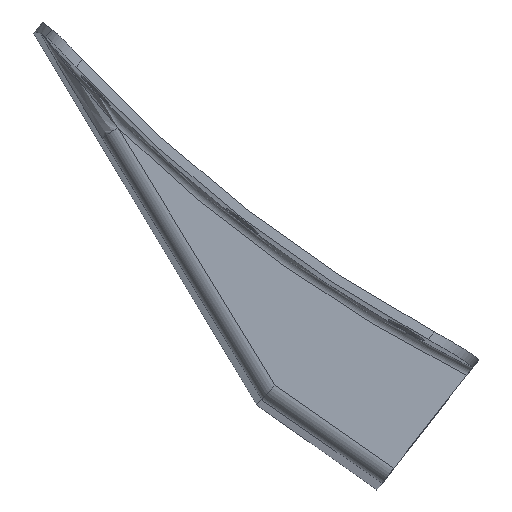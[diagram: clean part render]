
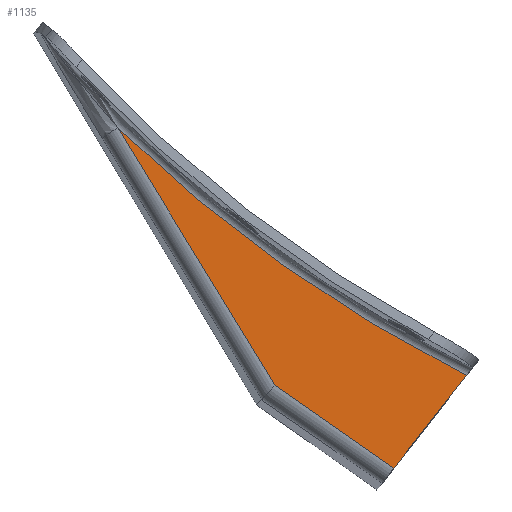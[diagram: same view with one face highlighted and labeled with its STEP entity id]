
A CAD part, top view. The second image highlights one B-rep face of the part: STEP entity #1135.
In plain terms, the highlighted planar face has unit normal (-0.06, 0.047, 0.997).
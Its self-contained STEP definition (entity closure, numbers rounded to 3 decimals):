
#138=CIRCLE('',#1246,293.481);
#190=FACE_OUTER_BOUND('',#254,.T.);
#254=EDGE_LOOP('',(#907,#908,#909,#910));
#340=LINE('',#2549,#402);
#341=LINE('',#2551,#403);
#342=LINE('',#2552,#404);
#402=VECTOR('',#1450,62.598);
#403=VECTOR('',#1451,29.968);
#404=VECTOR('',#1452,24.3);
#492=VERTEX_POINT('',#2545);
#493=VERTEX_POINT('',#2546);
#494=VERTEX_POINT('',#2548);
#495=VERTEX_POINT('',#2550);
#640=EDGE_CURVE('',#492,#493,#138,.F.);
#641=EDGE_CURVE('',#493,#494,#340,.T.);
#642=EDGE_CURVE('',#494,#495,#341,.T.);
#643=EDGE_CURVE('',#492,#495,#342,.T.);
#907=ORIENTED_EDGE('',*,*,#640,.T.);
#908=ORIENTED_EDGE('',*,*,#641,.T.);
#909=ORIENTED_EDGE('',*,*,#642,.T.);
#910=ORIENTED_EDGE('',*,*,#643,.F.);
#1095=PLANE('',#1245);
#1135=ADVANCED_FACE('',(#190),#1095,.T.);
#1245=AXIS2_PLACEMENT_3D('',#2544,#1446,#1447);
#1246=AXIS2_PLACEMENT_3D('',#2547,#1448,#1449);
#1446=DIRECTION('center_axis',(-0.06,0.047,0.997));
#1447=DIRECTION('ref_axis',(0.998,0.,0.06));
#1448=DIRECTION('center_axis',(-0.06,0.047,0.997));
#1449=DIRECTION('ref_axis',(0.998,0.,0.06));
#1450=DIRECTION('',(0.52,-0.851,0.071));
#1451=DIRECTION('',(0.819,-0.569,0.076));
#1452=DIRECTION('',(-0.616,-0.788,0.));
#2544=CARTESIAN_POINT('Origin',(294.776,286.27,19.788));
#2545=CARTESIAN_POINT('',(-133.036,-261.304,19.788));
#2546=CARTESIAN_POINT('',(-205.072,-210.108,13.051));
#2547=CARTESIAN_POINT('Origin',(-0.927,0.725,15.421));
#2548=CARTESIAN_POINT('',(-172.535,-263.399,17.511));
#2549=CARTESIAN_POINT('',(-205.072,-210.108,13.051));
#2550=CARTESIAN_POINT('',(-147.997,-280.453,19.788));
#2551=CARTESIAN_POINT('',(-172.535,-263.399,17.511));
#2552=CARTESIAN_POINT('',(-133.036,-261.304,19.788));
